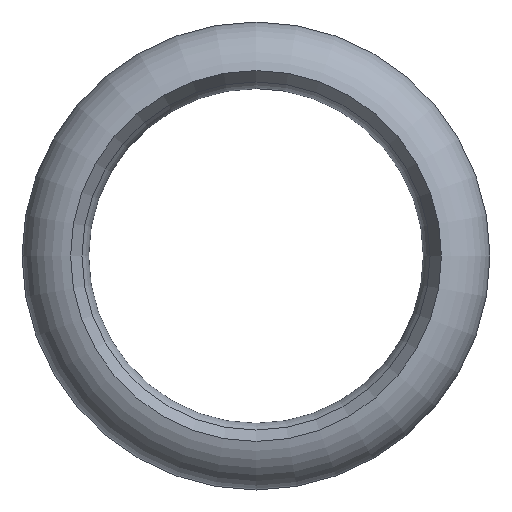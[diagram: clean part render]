
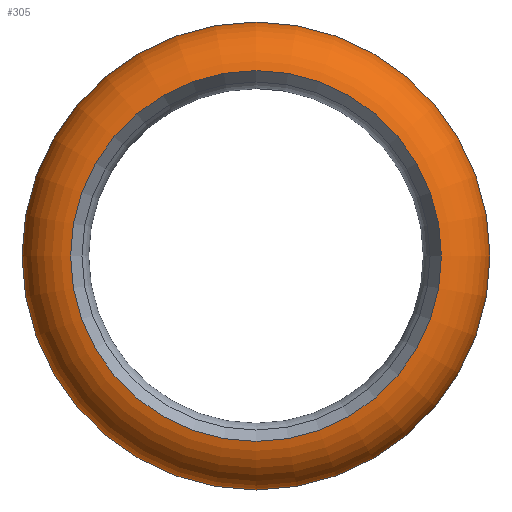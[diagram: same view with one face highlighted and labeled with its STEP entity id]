
A CAD part, left-side view. The second image highlights one B-rep face of the part: STEP entity #305.
In plain terms, the highlighted toroidal (fillet/blend) face has major radius 11.631 mm and minor radius 3.772 mm.
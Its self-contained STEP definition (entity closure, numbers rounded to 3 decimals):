
#43=FACE_OUTER_BOUND('',#57,.T.);
#57=EDGE_LOOP('',(#222,#223,#224,#225,#226,#227,#228,#229));
#84=CIRCLE('',#357,12.2);
#85=CIRCLE('',#358,12.2);
#86=CIRCLE('',#359,3.772);
#87=CIRCLE('',#360,12.65);
#88=CIRCLE('',#361,12.65);
#89=CIRCLE('',#362,12.65);
#90=CIRCLE('',#363,12.2);
#124=VERTEX_POINT('',#553);
#125=VERTEX_POINT('',#554);
#126=VERTEX_POINT('',#556);
#127=VERTEX_POINT('',#558);
#128=VERTEX_POINT('',#560);
#129=VERTEX_POINT('',#562);
#164=EDGE_CURVE('',#124,#125,#84,.T.);
#165=EDGE_CURVE('',#125,#126,#85,.T.);
#166=EDGE_CURVE('',#126,#127,#86,.T.);
#167=EDGE_CURVE('',#128,#127,#87,.T.);
#168=EDGE_CURVE('',#129,#128,#88,.T.);
#169=EDGE_CURVE('',#127,#129,#89,.T.);
#170=EDGE_CURVE('',#126,#124,#90,.T.);
#222=ORIENTED_EDGE('',*,*,#164,.T.);
#223=ORIENTED_EDGE('',*,*,#165,.T.);
#224=ORIENTED_EDGE('',*,*,#166,.T.);
#225=ORIENTED_EDGE('',*,*,#167,.F.);
#226=ORIENTED_EDGE('',*,*,#168,.F.);
#227=ORIENTED_EDGE('',*,*,#169,.F.);
#228=ORIENTED_EDGE('',*,*,#166,.F.);
#229=ORIENTED_EDGE('',*,*,#170,.T.);
#297=TOROIDAL_SURFACE('',#356,11.631,3.772);
#305=ADVANCED_FACE('',(#43),#297,.T.);
#356=AXIS2_PLACEMENT_3D('',#552,#437,#438);
#357=AXIS2_PLACEMENT_3D('',#555,#439,#440);
#358=AXIS2_PLACEMENT_3D('',#557,#441,#442);
#359=AXIS2_PLACEMENT_3D('',#559,#443,#444);
#360=AXIS2_PLACEMENT_3D('',#561,#445,#446);
#361=AXIS2_PLACEMENT_3D('',#563,#447,#448);
#362=AXIS2_PLACEMENT_3D('',#564,#449,#450);
#363=AXIS2_PLACEMENT_3D('',#565,#451,#452);
#437=DIRECTION('center_axis',(-1.,0.,0.));
#438=DIRECTION('ref_axis',(0.,0.,1.));
#439=DIRECTION('center_axis',(1.,0.,0.));
#440=DIRECTION('ref_axis',(0.,1.,0.));
#441=DIRECTION('center_axis',(1.,0.,0.));
#442=DIRECTION('ref_axis',(0.,1.,0.));
#443=DIRECTION('center_axis',(0.,-1.,0.));
#444=DIRECTION('ref_axis',(0.,0.,-1.));
#445=DIRECTION('center_axis',(1.,0.,0.));
#446=DIRECTION('ref_axis',(0.,1.,0.));
#447=DIRECTION('center_axis',(1.,0.,0.));
#448=DIRECTION('ref_axis',(0.,1.,0.));
#449=DIRECTION('center_axis',(1.,0.,0.));
#450=DIRECTION('ref_axis',(0.,1.,0.));
#451=DIRECTION('center_axis',(1.,0.,0.));
#452=DIRECTION('ref_axis',(0.,1.,0.));
#552=CARTESIAN_POINT('Origin',(-80.771,0.,0.));
#553=CARTESIAN_POINT('',(-84.5,12.2,0.));
#554=CARTESIAN_POINT('',(-84.5,-12.2,0.));
#555=CARTESIAN_POINT('Origin',(-84.5,0.,0.));
#556=CARTESIAN_POINT('',(-84.5,0.,-12.2));
#557=CARTESIAN_POINT('Origin',(-84.5,0.,0.));
#558=CARTESIAN_POINT('',(-77.139,0.,-12.65));
#559=CARTESIAN_POINT('Origin',(-80.771,0.,
-11.631));
#560=CARTESIAN_POINT('',(-77.139,-12.65,0.));
#561=CARTESIAN_POINT('Origin',(-77.139,0.,0.));
#562=CARTESIAN_POINT('',(-77.139,12.65,0.));
#563=CARTESIAN_POINT('Origin',(-77.139,0.,0.));
#564=CARTESIAN_POINT('Origin',(-77.139,0.,0.));
#565=CARTESIAN_POINT('Origin',(-84.5,0.,0.));
